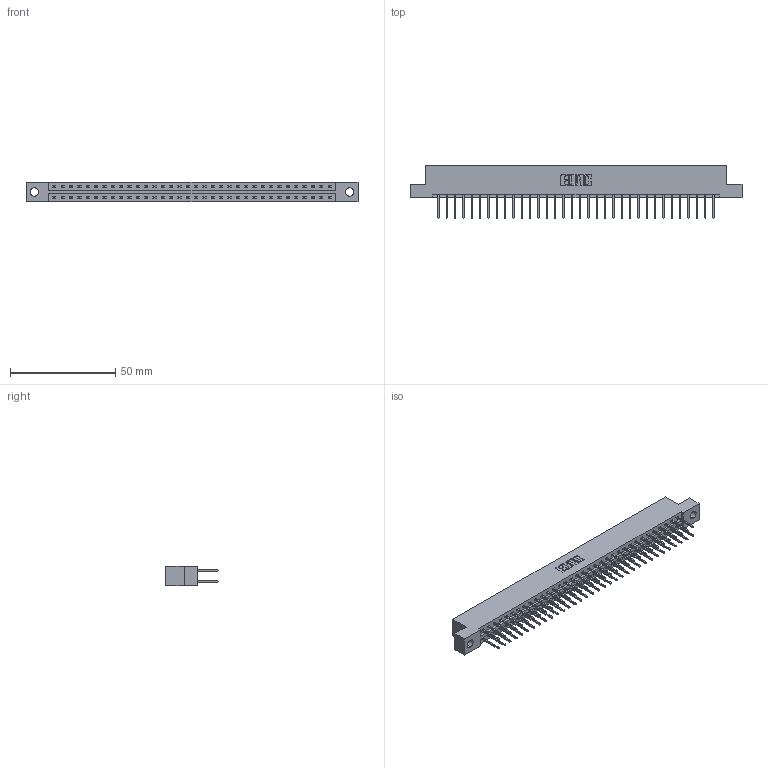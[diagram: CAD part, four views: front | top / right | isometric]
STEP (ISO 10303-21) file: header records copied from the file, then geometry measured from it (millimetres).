
FILE_DESCRIPTION (( 'STEP AP203' ), '1' );
FILE_NAME ('387-068-523-204.STEP', '2018-09-21T12:12:03', ( '' ), ( '' ), 'SwSTEP 2.0', 'SolidWorks 2016', '' );
FILE_SCHEMA (( 'CONFIG_CONTROL_DESIGN' ));
Length unit declared in the file: inch
Products named in the file (3): 345-292-001_345-293-123; 387-068-523-204; 337 Part_Flush Mounting Lugs - 0.156 Dia-TH
Assembly tree (69 placements, depth 2):
  387-068-523-204
    337 Part_Flush Mounting Lugs - 0.156 Dia-TH
    345-292-001_345-293-123  x68
Bounding box: 157.73 x 25.15 x 9.4 mm (x, y, z)
Volume: 16568.3 mm3; surface area: 19112.5 mm2
Topology: 69 solids, 69 shells, 3786 faces, 11259 edges, 7414 vertices
Faces by surface type: plane 2654, cylinder 1132
Entity records: 27417 total; most frequent: CARTESIAN_POINT 4626, ORIENTED_EDGE 4562, DIRECTION 3949, EDGE_CURVE 2281, LINE 2153, VECTOR 2153, VERTEX_POINT 1518, AXIS2_PLACEMENT_3D 898
